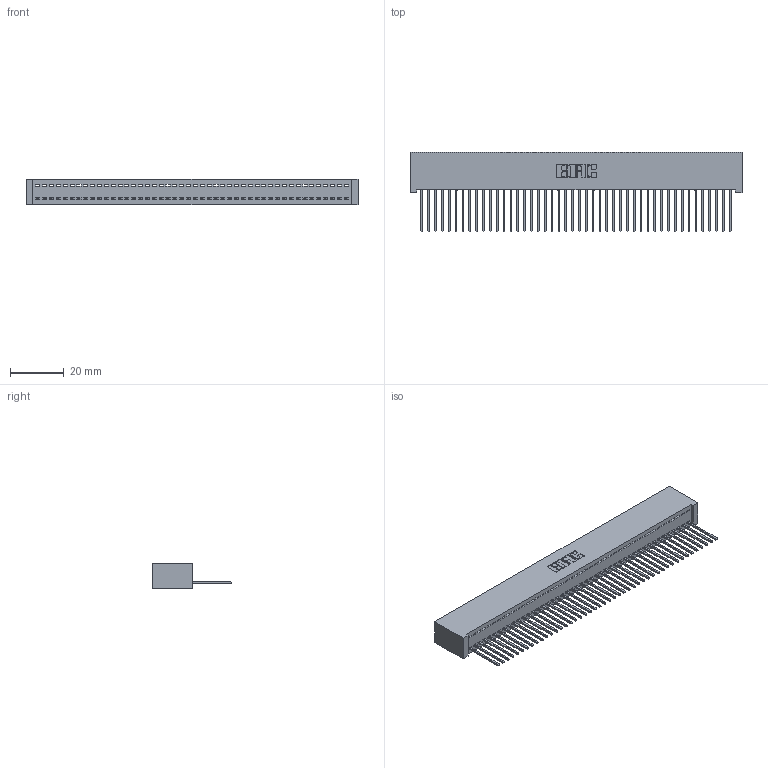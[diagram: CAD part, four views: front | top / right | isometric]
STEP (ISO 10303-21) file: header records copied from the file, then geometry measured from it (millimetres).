
FILE_DESCRIPTION (( 'STEP AP203' ), '1' );
FILE_NAME ('342-046-540-101.STEP', '2019-10-02T20:30:36', ( '' ), ( '' ), 'SwSTEP 2.0', 'SolidWorks 2016', '' );
FILE_SCHEMA (( 'CONFIG_CONTROL_DESIGN' ));
Length unit declared in the file: inch
Products named in the file (3): 342 Part_Lugless; 345-292-001_345-293-140; 342-046-540-101
Assembly tree (47 placements, depth 2):
  342-046-540-101
    342 Part_Lugless
    345-292-001_345-293-140  x46
Bounding box: 123.09 x 29.47 x 9.4 mm (x, y, z)
Volume: 11278.4 mm3; surface area: 17390.5 mm2
Topology: 47 solids, 47 shells, 2770 faces, 8371 edges, 5518 vertices
Faces by surface type: plane 1994, cylinder 776
Entity records: 27213 total; most frequent: CARTESIAN_POINT 4700, ORIENTED_EDGE 4682, DIRECTION 3949, EDGE_CURVE 2341, LINE 2221, VECTOR 2221, VERTEX_POINT 1558, AXIS2_PLACEMENT_3D 864
